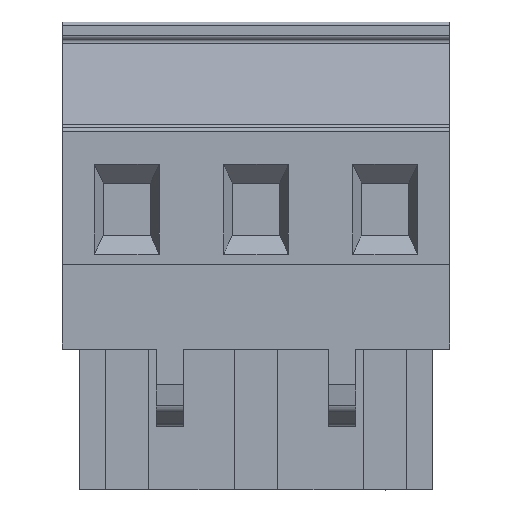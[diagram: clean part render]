
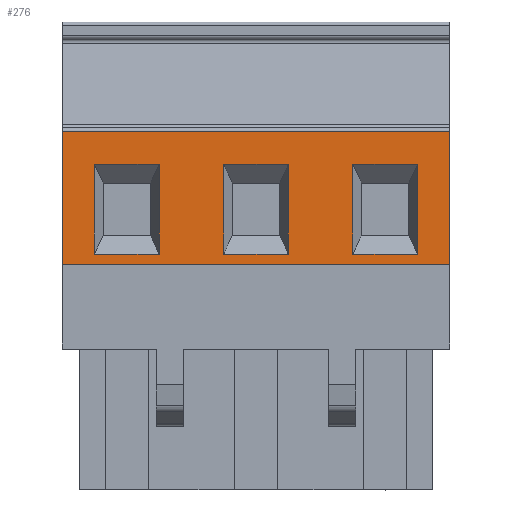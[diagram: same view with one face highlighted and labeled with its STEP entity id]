
A CAD part, top view. The second image highlights one B-rep face of the part: STEP entity #276.
In plain terms, the highlighted planar face has unit normal (0, 0, 1).
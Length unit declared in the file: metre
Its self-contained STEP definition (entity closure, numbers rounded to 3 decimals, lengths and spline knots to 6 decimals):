
#276=ADVANCED_FACE('',(#670,#671,#672,#673),#674,.T.);
#670=FACE_BOUND('',#1198,.T.);
#671=FACE_BOUND('',#1199,.T.);
#672=FACE_OUTER_BOUND('',#1200,.T.);
#673=FACE_BOUND('',#1201,.T.);
#674=PLANE('',#1202);
#1198=EDGE_LOOP('',(#1940,#1941,#1942,#1943));
#1199=EDGE_LOOP('',(#1944,#1945,#1946,#1947));
#1200=EDGE_LOOP('',(#1948,#1949,#1950,#1951));
#1201=EDGE_LOOP('',(#1952,#1953,#1954,#1955));
#1202=AXIS2_PLACEMENT_3D('',#1956,#1957,#1958);
#1940=ORIENTED_EDGE('',*,*,#3261,.F.);
#1941=ORIENTED_EDGE('',*,*,#3262,.F.);
#1942=ORIENTED_EDGE('',*,*,#3263,.F.);
#1943=ORIENTED_EDGE('',*,*,#3264,.F.);
#1944=ORIENTED_EDGE('',*,*,#3265,.T.);
#1945=ORIENTED_EDGE('',*,*,#3266,.T.);
#1946=ORIENTED_EDGE('',*,*,#3267,.T.);
#1947=ORIENTED_EDGE('',*,*,#3268,.F.);
#1948=ORIENTED_EDGE('',*,*,#3269,.F.);
#1949=ORIENTED_EDGE('',*,*,#3270,.F.);
#1950=ORIENTED_EDGE('',*,*,#3271,.F.);
#1951=ORIENTED_EDGE('',*,*,#3272,.T.);
#1952=ORIENTED_EDGE('',*,*,#3145,.F.);
#1953=ORIENTED_EDGE('',*,*,#3116,.F.);
#1954=ORIENTED_EDGE('',*,*,#3273,.F.);
#1955=ORIENTED_EDGE('',*,*,#3274,.F.);
#1956=CARTESIAN_POINT('',(-0.00762,0.00397,-0.00095));
#1957=DIRECTION('',(0.0,0.0,1.0));
#1958=DIRECTION('',(1.0,0.0,0.0));
#3116=EDGE_CURVE('',#3725,#3719,#3727,.T.);
#3145=EDGE_CURVE('',#3719,#3774,#3777,.T.);
#3261=EDGE_CURVE('',#3961,#3962,#3963,.T.);
#3262=EDGE_CURVE('',#3964,#3961,#3965,.T.);
#3263=EDGE_CURVE('',#3966,#3964,#3967,.T.);
#3264=EDGE_CURVE('',#3962,#3966,#3968,.T.);
#3265=EDGE_CURVE('',#3969,#3970,#3971,.T.);
#3266=EDGE_CURVE('',#3970,#3972,#3973,.T.);
#3267=EDGE_CURVE('',#3972,#3974,#3975,.T.);
#3268=EDGE_CURVE('',#3969,#3974,#3976,.T.);
#3269=EDGE_CURVE('',#3977,#3978,#3979,.T.);
#3270=EDGE_CURVE('',#3980,#3977,#3981,.T.);
#3271=EDGE_CURVE('',#3982,#3980,#3983,.T.);
#3272=EDGE_CURVE('',#3982,#3978,#3984,.T.);
#3273=EDGE_CURVE('',#3985,#3725,#3986,.T.);
#3274=EDGE_CURVE('',#3774,#3985,#3987,.T.);
#3719=VERTEX_POINT('',#4590);
#3725=VERTEX_POINT('',#4599);
#3727=LINE('',#4602,#4603);
#3774=VERTEX_POINT('',#4663);
#3777=LINE('',#4668,#4669);
#3961=VERTEX_POINT('',#4933);
#3962=VERTEX_POINT('',#4934);
#3963=LINE('',#4935,#4936);
#3964=VERTEX_POINT('',#4937);
#3965=LINE('',#4938,#4939);
#3966=VERTEX_POINT('',#4940);
#3967=LINE('',#4941,#4942);
#3968=LINE('',#4943,#4944);
#3969=VERTEX_POINT('',#4945);
#3970=VERTEX_POINT('',#4946);
#3971=LINE('',#4947,#4948);
#3972=VERTEX_POINT('',#4949);
#3973=LINE('',#4950,#4951);
#3974=VERTEX_POINT('',#4952);
#3975=LINE('',#4953,#4954);
#3976=LINE('',#4955,#4956);
#3977=VERTEX_POINT('',#4957);
#3978=VERTEX_POINT('',#4958);
#3979=LINE('',#4959,#4960);
#3980=VERTEX_POINT('',#4961);
#3981=LINE('',#4962,#4963);
#3982=VERTEX_POINT('',#4964);
#3983=LINE('',#4965,#4966);
#3984=LINE('',#4967,#4968);
#3985=VERTEX_POINT('',#4969);
#3986=LINE('',#4970,#4971);
#3987=LINE('',#4972,#4973);
#4590=CARTESIAN_POINT('',(0.020965,0.010904,-0.00095));
#4599=CARTESIAN_POINT('',(0.020965,0.005596,-0.00095));
#4602=CARTESIAN_POINT('',(0.020965,0.010904,-0.00095));
#4603=VECTOR('',#5733,1.0);
#4663=CARTESIAN_POINT('',(0.017135,0.010904,-0.00095));
#4668=CARTESIAN_POINT('',(0.017135,0.010904,-0.00095));
#4669=VECTOR('',#5770,1.0);
#4933=CARTESIAN_POINT('',(0.013345,0.005596,-0.00095));
#4934=CARTESIAN_POINT('',(0.013345,0.010904,-0.00095));
#4935=CARTESIAN_POINT('',(0.013345,0.010904,-0.00095));
#4936=VECTOR('',#5869,1.0);
#4937=CARTESIAN_POINT('',(0.009515,0.005596,-0.00095));
#4938=CARTESIAN_POINT('',(0.013345,0.005596,-0.00095));
#4939=VECTOR('',#5870,1.0);
#4940=CARTESIAN_POINT('',(0.009515,0.010904,-0.00095));
#4941=CARTESIAN_POINT('',(0.009515,0.005596,-0.00095));
#4942=VECTOR('',#5871,1.0);
#4943=CARTESIAN_POINT('',(0.009515,0.010904,-0.00095));
#4944=VECTOR('',#5872,1.0);
#4945=CARTESIAN_POINT('',(0.001895,0.010904,-0.00095));
#4946=CARTESIAN_POINT('',(0.005725,0.010904,-0.00095));
#4947=CARTESIAN_POINT('',(0.,0.010904,-0.00095));
#4948=VECTOR('',#5873,1.0);
#4949=CARTESIAN_POINT('',(0.005725,0.005596,-0.00095));
#4950=CARTESIAN_POINT('',(0.005725,0.004026,-0.00095));
#4951=VECTOR('',#5874,1.0);
#4952=CARTESIAN_POINT('',(0.001895,0.005596,-0.00095));
#4953=CARTESIAN_POINT('',(0.,0.005596,-0.00095));
#4954=VECTOR('',#5875,1.0);
#4955=CARTESIAN_POINT('',(0.001895,0.004026,-0.00095));
#4956=VECTOR('',#5876,1.0);
#4957=CARTESIAN_POINT('',(0.02286,0.005,-0.00095));
#4958=CARTESIAN_POINT('',(0.,0.005,-0.00095));
#4959=CARTESIAN_POINT('',(-0.00762,0.005,-0.00095));
#4960=VECTOR('',#5877,1.0);
#4961=CARTESIAN_POINT('',(0.02286,0.012852,-0.00095));
#4962=CARTESIAN_POINT('',(0.02286,0.00397,-0.00095));
#4963=VECTOR('',#5878,1.0);
#4964=CARTESIAN_POINT('',(0.,0.012852,-0.00095));
#4965=CARTESIAN_POINT('',(-0.00762,0.012852,-0.00095));
#4966=VECTOR('',#5879,1.0);
#4967=CARTESIAN_POINT('',(0.,0.00397,-0.00095));
#4968=VECTOR('',#5880,1.0);
#4969=CARTESIAN_POINT('',(0.017135,0.005596,-0.00095));
#4970=CARTESIAN_POINT('',(0.020965,0.005596,-0.00095));
#4971=VECTOR('',#5881,1.0);
#4972=CARTESIAN_POINT('',(0.017135,0.005596,-0.00095));
#4973=VECTOR('',#5882,1.0);
#5733=DIRECTION('',(0.,1.0,0.0));
#5770=DIRECTION('',(-1.0,0.,0.0));
#5869=DIRECTION('',(0.,1.0,0.0));
#5870=DIRECTION('',(1.0,0.,0.0));
#5871=DIRECTION('',(0.,-1.0,0.0));
#5872=DIRECTION('',(-1.0,0.,0.0));
#5873=DIRECTION('',(1.0,0.,0.0));
#5874=DIRECTION('',(0.,-1.0,0.0));
#5875=DIRECTION('',(-1.0,0.,0.0));
#5876=DIRECTION('',(0.,-1.0,0.0));
#5877=DIRECTION('',(-1.0,0.,0.0));
#5878=DIRECTION('',(0.,-1.0,0.0));
#5879=DIRECTION('',(1.0,0.,0.0));
#5880=DIRECTION('',(0.,-1.0,0.0));
#5881=DIRECTION('',(1.0,0.,0.0));
#5882=DIRECTION('',(0.,-1.0,0.0));
